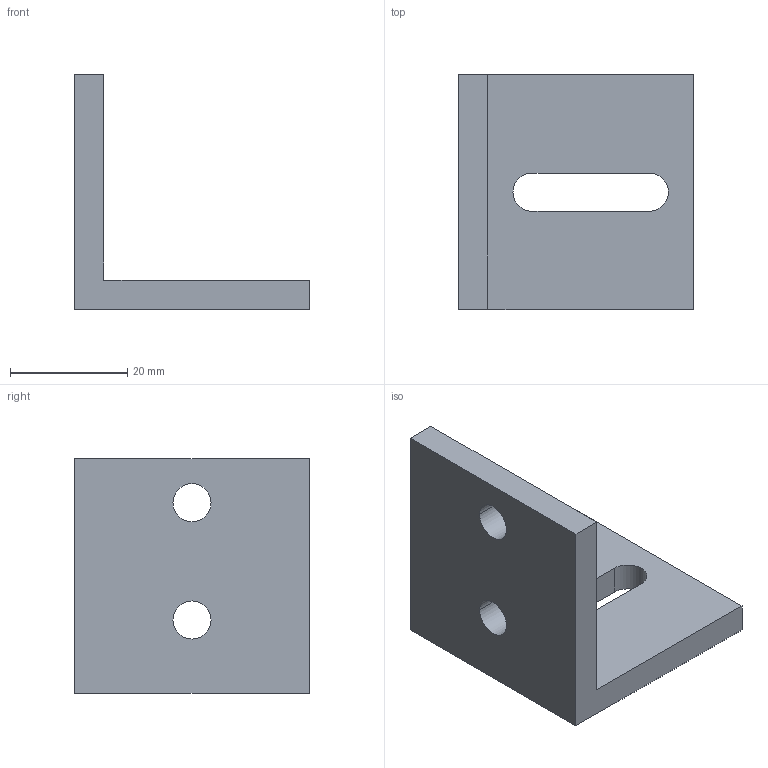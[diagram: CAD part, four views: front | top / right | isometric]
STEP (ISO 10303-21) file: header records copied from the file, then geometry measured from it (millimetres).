
FILE_DESCRIPTION((''),'2;1');
FILE_NAME('SZ0926N.stp','2009-10-20T10:57:25',(''),(''),'Mechanical Desktop 2007','Mechanical Desktop 2007',', , ');
FILE_SCHEMA(('CONFIG_CONTROL_DESIGN'));
Length unit declared in the file: millimetre
Products named in the file (18): DRAWING7; SZ0924N; SZ8041SAAA; SZ8041SA; SZ8041SAAAAA; SZ8041SAA; SZ8042NA; SZ8042N; SZ8041SAAAA; SZ8041S; SZ8043N; SZ8044S; SZ8044NA; SZ8044SA; SZ8044N; SZ8045SA; SZ8045S; SZ0910N
Assembly tree (1 placements, depth 2):
  DRAWING7
    SZ0924N
  SZ8041SAAA
  SZ8041SA
  SZ8041SAAAAA
  SZ8041SAA
Bounding box: 40 x 40 x 40 mm (x, y, z)
Volume: 13852.3 mm3; surface area: 7197.2 mm2
Topology: 1 solids, 1 shells, 16 faces, 42 edges, 28 vertices
Faces by surface type: plane 10, cylinder 4, bspline 2
Entity records: 1630 total; most frequent: CARTESIAN_POINT 123, PERSON 88, ORGANIZATION 88, PERSON_AND_ORGANIZATION 88, DIRECTION 88, ORIENTED_EDGE 84, PERSON_AND_ORGANIZATION_ROLE 55, CC_DESIGN_PERSON_AND_ORGANIZATION_ASSIGNMENT 55
